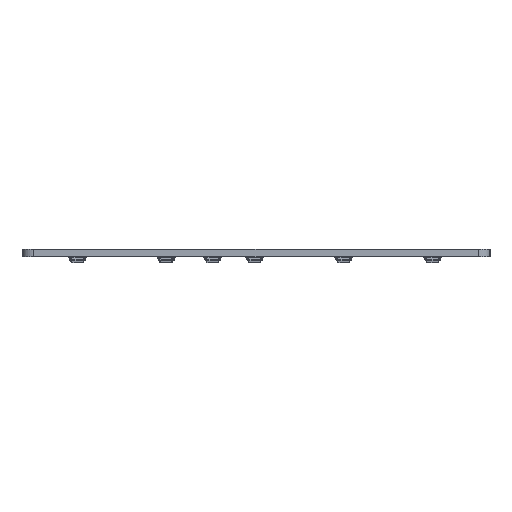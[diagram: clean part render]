
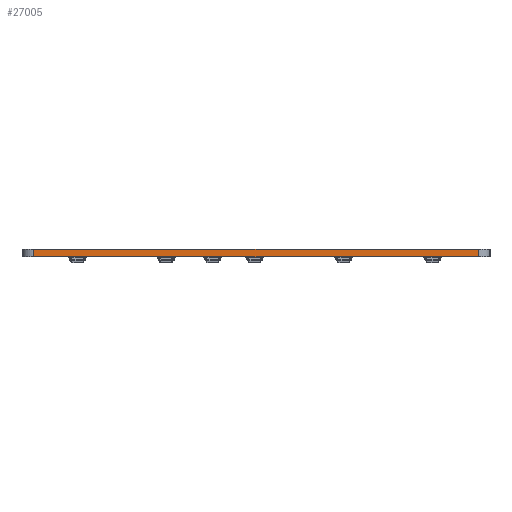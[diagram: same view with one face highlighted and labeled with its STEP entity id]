
A CAD part, left-side view. The second image highlights one B-rep face of the part: STEP entity #27005.
In plain terms, the highlighted planar face has unit normal (-1, 0, 0).
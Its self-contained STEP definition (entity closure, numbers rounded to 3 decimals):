
#4831 = PLANE('',#4832);
#4832 = AXIS2_PLACEMENT_3D('',#4833,#4834,#4835);
#4833 = CARTESIAN_POINT('',(140.811,-174.625,1.6));
#4834 = DIRECTION('',(0.,0.,1.));
#4835 = DIRECTION('',(1.,0.,0.));
#4885 = PLANE('',#4886);
#4886 = AXIS2_PLACEMENT_3D('',#4887,#4888,#4889);
#4887 = CARTESIAN_POINT('',(140.811,-174.625,0.));
#4888 = DIRECTION('',(0.,0.,1.));
#4889 = DIRECTION('',(1.,0.,0.));
#5078 = VERTEX_POINT('',#5079);
#5079 = CARTESIAN_POINT('',(-30.48,-127.,0.));
#5094 = CYLINDRICAL_SURFACE('',#5095,2.54);
#5095 = AXIS2_PLACEMENT_3D('',#5096,#5097,#5098);
#5096 = CARTESIAN_POINT('',(-27.94,-127.,0.));
#5097 = DIRECTION('',(0.,0.,-1.));
#5098 = DIRECTION('',(1.,0.,0.));
#5106 = EDGE_CURVE('',#5078,#5107,#5109,.T.);
#5107 = VERTEX_POINT('',#5108);
#5108 = CARTESIAN_POINT('',(-30.48,-222.25,0.));
#5109 = SURFACE_CURVE('',#5110,(#5114,#5121),.PCURVE_S1.);
#5110 = LINE('',#5111,#5112);
#5111 = CARTESIAN_POINT('',(-30.48,-127.,0.));
#5112 = VECTOR('',#5113,1.);
#5113 = DIRECTION('',(0.,-1.,0.));
#5114 = PCURVE('',#4885,#5115);
#5115 = DEFINITIONAL_REPRESENTATION('',(#5116),#5120);
#5116 = LINE('',#5117,#5118);
#5117 = CARTESIAN_POINT('',(-171.291,47.625));
#5118 = VECTOR('',#5119,1.);
#5119 = DIRECTION('',(0.,-1.));
#5120 = ( GEOMETRIC_REPRESENTATION_CONTEXT(2) 
PARAMETRIC_REPRESENTATION_CONTEXT() REPRESENTATION_CONTEXT('2D SPACE',''
  ) );
#5121 = PCURVE('',#5122,#5127);
#5122 = PLANE('',#5123);
#5123 = AXIS2_PLACEMENT_3D('',#5124,#5125,#5126);
#5124 = CARTESIAN_POINT('',(-30.48,-127.,0.));
#5125 = DIRECTION('',(1.,0.,0.));
#5126 = DIRECTION('',(0.,-1.,0.));
#5127 = DEFINITIONAL_REPRESENTATION('',(#5128),#5132);
#5128 = LINE('',#5129,#5130);
#5129 = CARTESIAN_POINT('',(0.,0.));
#5130 = VECTOR('',#5131,1.);
#5131 = DIRECTION('',(1.,0.));
#5132 = ( GEOMETRIC_REPRESENTATION_CONTEXT(2) 
PARAMETRIC_REPRESENTATION_CONTEXT() REPRESENTATION_CONTEXT('2D SPACE',''
  ) );
#5151 = CYLINDRICAL_SURFACE('',#5152,2.54);
#5152 = AXIS2_PLACEMENT_3D('',#5153,#5154,#5155);
#5153 = CARTESIAN_POINT('',(-27.94,-222.25,0.));
#5154 = DIRECTION('',(0.,0.,-1.));
#5155 = DIRECTION('',(1.,0.,0.));
#16944 = VERTEX_POINT('',#16945);
#16945 = CARTESIAN_POINT('',(-30.48,-127.,1.6));
#16967 = EDGE_CURVE('',#16944,#16968,#16970,.T.);
#16968 = VERTEX_POINT('',#16969);
#16969 = CARTESIAN_POINT('',(-30.48,-222.25,1.6));
#16970 = SURFACE_CURVE('',#16971,(#16975,#16982),.PCURVE_S1.);
#16971 = LINE('',#16972,#16973);
#16972 = CARTESIAN_POINT('',(-30.48,-127.,1.6));
#16973 = VECTOR('',#16974,1.);
#16974 = DIRECTION('',(0.,-1.,0.));
#16975 = PCURVE('',#4831,#16976);
#16976 = DEFINITIONAL_REPRESENTATION('',(#16977),#16981);
#16977 = LINE('',#16978,#16979);
#16978 = CARTESIAN_POINT('',(-171.291,47.625));
#16979 = VECTOR('',#16980,1.);
#16980 = DIRECTION('',(0.,-1.));
#16981 = ( GEOMETRIC_REPRESENTATION_CONTEXT(2) 
PARAMETRIC_REPRESENTATION_CONTEXT() REPRESENTATION_CONTEXT('2D SPACE',''
  ) );
#16982 = PCURVE('',#5122,#16983);
#16983 = DEFINITIONAL_REPRESENTATION('',(#16984),#16988);
#16984 = LINE('',#16985,#16986);
#16985 = CARTESIAN_POINT('',(0.,-1.6));
#16986 = VECTOR('',#16987,1.);
#16987 = DIRECTION('',(1.,0.));
#16988 = ( GEOMETRIC_REPRESENTATION_CONTEXT(2) 
PARAMETRIC_REPRESENTATION_CONTEXT() REPRESENTATION_CONTEXT('2D SPACE',''
  ) );
#26957 = EDGE_CURVE('',#5078,#16944,#26958,.T.);
#26958 = SURFACE_CURVE('',#26959,(#26963,#26970),.PCURVE_S1.);
#26959 = LINE('',#26960,#26961);
#26960 = CARTESIAN_POINT('',(-30.48,-127.,0.));
#26961 = VECTOR('',#26962,1.);
#26962 = DIRECTION('',(0.,0.,1.));
#26963 = PCURVE('',#5094,#26964);
#26964 = DEFINITIONAL_REPRESENTATION('',(#26965),#26969);
#26965 = LINE('',#26966,#26967);
#26966 = CARTESIAN_POINT('',(-3.142,0.));
#26967 = VECTOR('',#26968,1.);
#26968 = DIRECTION('',(0.,-1.));
#26969 = ( GEOMETRIC_REPRESENTATION_CONTEXT(2) 
PARAMETRIC_REPRESENTATION_CONTEXT() REPRESENTATION_CONTEXT('2D SPACE',''
  ) );
#26970 = PCURVE('',#5122,#26971);
#26971 = DEFINITIONAL_REPRESENTATION('',(#26972),#26976);
#26972 = LINE('',#26973,#26974);
#26973 = CARTESIAN_POINT('',(0.,0.));
#26974 = VECTOR('',#26975,1.);
#26975 = DIRECTION('',(0.,-1.));
#26976 = ( GEOMETRIC_REPRESENTATION_CONTEXT(2) 
PARAMETRIC_REPRESENTATION_CONTEXT() REPRESENTATION_CONTEXT('2D SPACE',''
  ) );
#27005 = ADVANCED_FACE('',(#27006),#5122,.F.);
#27006 = FACE_BOUND('',#27007,.F.);
#27007 = EDGE_LOOP('',(#27008,#27009,#27010,#27031));
#27008 = ORIENTED_EDGE('',*,*,#26957,.T.);
#27009 = ORIENTED_EDGE('',*,*,#16967,.T.);
#27010 = ORIENTED_EDGE('',*,*,#27011,.F.);
#27011 = EDGE_CURVE('',#5107,#16968,#27012,.T.);
#27012 = SURFACE_CURVE('',#27013,(#27017,#27024),.PCURVE_S1.);
#27013 = LINE('',#27014,#27015);
#27014 = CARTESIAN_POINT('',(-30.48,-222.25,0.));
#27015 = VECTOR('',#27016,1.);
#27016 = DIRECTION('',(0.,0.,1.));
#27017 = PCURVE('',#5122,#27018);
#27018 = DEFINITIONAL_REPRESENTATION('',(#27019),#27023);
#27019 = LINE('',#27020,#27021);
#27020 = CARTESIAN_POINT('',(95.25,0.));
#27021 = VECTOR('',#27022,1.);
#27022 = DIRECTION('',(0.,-1.));
#27023 = ( GEOMETRIC_REPRESENTATION_CONTEXT(2) 
PARAMETRIC_REPRESENTATION_CONTEXT() REPRESENTATION_CONTEXT('2D SPACE',''
  ) );
#27024 = PCURVE('',#5151,#27025);
#27025 = DEFINITIONAL_REPRESENTATION('',(#27026),#27030);
#27026 = LINE('',#27027,#27028);
#27027 = CARTESIAN_POINT('',(-3.142,0.));
#27028 = VECTOR('',#27029,1.);
#27029 = DIRECTION('',(0.,-1.));
#27030 = ( GEOMETRIC_REPRESENTATION_CONTEXT(2) 
PARAMETRIC_REPRESENTATION_CONTEXT() REPRESENTATION_CONTEXT('2D SPACE',''
  ) );
#27031 = ORIENTED_EDGE('',*,*,#5106,.F.);
